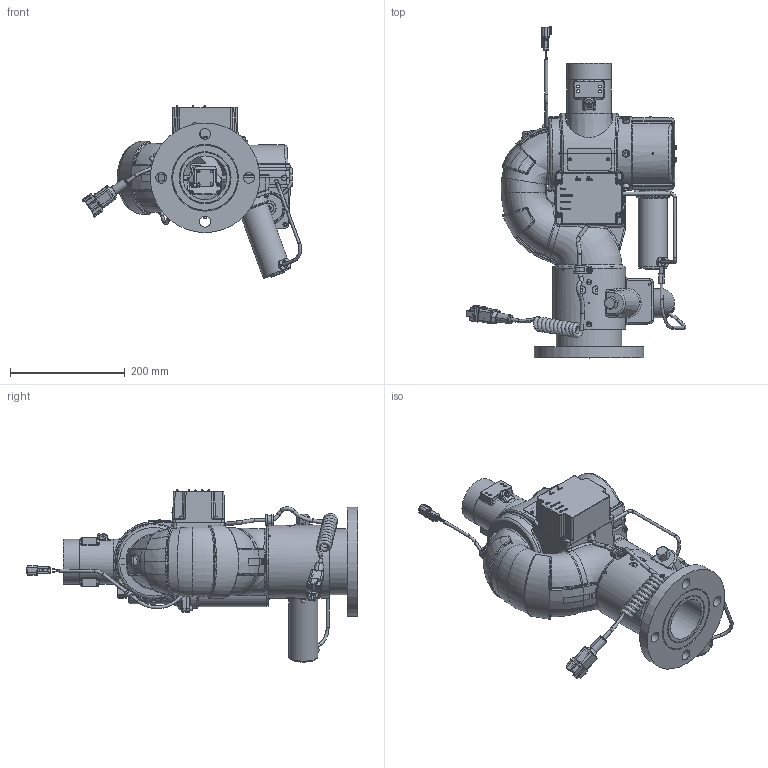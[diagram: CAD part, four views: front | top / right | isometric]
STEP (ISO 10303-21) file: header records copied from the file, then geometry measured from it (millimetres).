
FILE_DESCRIPTION (( 'STEP AP203' ), '1' );
FILE_NAME ('7200HDX2_FO.STEP', '2019-12-02T15:37:13', ( '' ), ( '' ), 'SwSTEP 2.0', 'SolidWorks 2019', '' );
FILE_SCHEMA (( 'CONFIG_CONTROL_DESIGN' ));
Products named in the file (1): 7200HDX2_FO
Bounding box: 381.54 x 577.27 x 299.71 mm (x, y, z)
Surface area: 601326.1 mm2 (no closed solid volume)
Topology: 0 solids, 146 shells, 1699 faces, 6927 edges, 5203 vertices
Faces by surface type: plane 622, bspline 503, cylinder 448, cone 87, torus 35, sphere 4
Full cylindrical faces by diameter (mm): 1.575 x4, 1.984 x1, 2.667 x4, 2.769 x1, 2.778 x1, 2.997 x6, 3.797 x4, 4.039 x9, 4.166 x1, 4.826 x1, 5 x4, 5.08 x3, 5.105 x4, 5.563 x2, 6.35 x3, 6.731 x1, 6.858 x8, 7.137 x1, 7.62 x4, 7.874 x1, 7.925 x3, 7.937 x1, 7.938 x13, 8.433 x2, 9.169 x1, 9.525 x2, 11.908 x5, 12.7 x5, 14.287 x1, 14.288 x1
Entity records: 120010 total; most frequent: CARTESIAN_POINT 70068, ORIENTED_EDGE 9732, DIRECTION 8569, EDGE_CURVE 6576, VERTEX_POINT 5117, LINE 3301, VECTOR 3301, AXIS2_PLACEMENT_3D 2634
